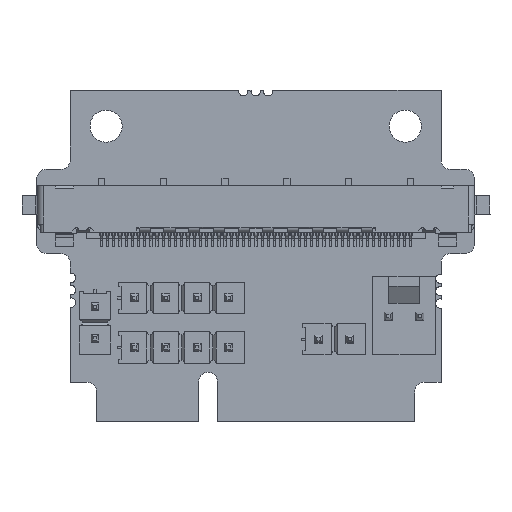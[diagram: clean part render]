
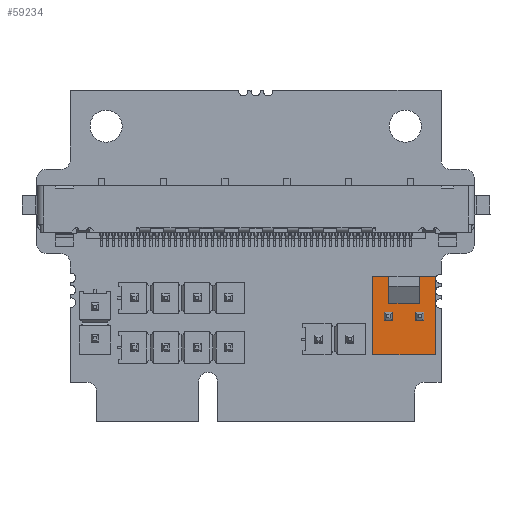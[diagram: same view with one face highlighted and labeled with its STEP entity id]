
A CAD part, top view. The second image highlights one B-rep face of the part: STEP entity #59234.
In plain terms, the highlighted face is planar.
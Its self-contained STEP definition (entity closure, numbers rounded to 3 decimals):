
#58978 = EDGE_CURVE('',#58979,#58981,#58983,.T.);
#58979 = VERTEX_POINT('',#58980);
#58980 = CARTESIAN_POINT('',(-2.54,0.,-6.35));
#58981 = VERTEX_POINT('',#58982);
#58982 = CARTESIAN_POINT('',(-2.54,0.,0.));
#58983 = LINE('',#58984,#58985);
#58984 = CARTESIAN_POINT('',(-2.54,0.,0.));
#58985 = VECTOR('',#58986,1.);
#58986 = DIRECTION('',(0.,0.,1.));
#59042 = EDGE_CURVE('',#59043,#58979,#59045,.T.);
#59043 = VERTEX_POINT('',#59044);
#59044 = CARTESIAN_POINT('',(-1.225,0.,-6.35));
#59045 = LINE('',#59046,#59047);
#59046 = CARTESIAN_POINT('',(-2.54,0.,-6.35));
#59047 = VECTOR('',#59048,1.);
#59048 = DIRECTION('',(-1.,0.,0.));
#59067 = VERTEX_POINT('',#59068);
#59068 = CARTESIAN_POINT('',(1.225,0.,-6.35));
#59074 = EDGE_CURVE('',#59075,#59067,#59077,.T.);
#59075 = VERTEX_POINT('',#59076);
#59076 = CARTESIAN_POINT('',(2.54,0.,-6.35));
#59077 = LINE('',#59078,#59079);
#59078 = CARTESIAN_POINT('',(-2.54,0.,-6.35));
#59079 = VECTOR('',#59080,1.);
#59080 = DIRECTION('',(-1.,0.,0.));
#59120 = EDGE_CURVE('',#59121,#59075,#59123,.T.);
#59121 = VERTEX_POINT('',#59122);
#59122 = CARTESIAN_POINT('',(2.54,0.,0.));
#59123 = LINE('',#59124,#59125);
#59124 = CARTESIAN_POINT('',(2.54,0.,0.));
#59125 = VECTOR('',#59126,1.);
#59126 = DIRECTION('',(0.,0.,-1.));
#59182 = EDGE_CURVE('',#58981,#59121,#59183,.T.);
#59183 = LINE('',#59184,#59185);
#59184 = CARTESIAN_POINT('',(-2.54,0.,0.));
#59185 = VECTOR('',#59186,1.);
#59186 = DIRECTION('',(1.,0.,0.));
#59234 = ADVANCED_FACE('',(#59235,#59264,#59298),#59332,.F.);
#59235 = FACE_BOUND('',#59236,.T.);
#59236 = EDGE_LOOP('',(#59237,#59247,#59253,#59254,#59255,#59256,#59257,
    #59258));
#59237 = ORIENTED_EDGE('',*,*,#59238,.T.);
#59238 = EDGE_CURVE('',#59239,#59241,#59243,.T.);
#59239 = VERTEX_POINT('',#59240);
#59240 = CARTESIAN_POINT('',(1.225,0.,-5.305));
#59241 = VERTEX_POINT('',#59242);
#59242 = CARTESIAN_POINT('',(-1.225,0.,-5.305));
#59243 = LINE('',#59244,#59245);
#59244 = CARTESIAN_POINT('',(1.225,0.,-5.305));
#59245 = VECTOR('',#59246,1.);
#59246 = DIRECTION('',(-1.,0.,0.));
#59247 = ORIENTED_EDGE('',*,*,#59248,.T.);
#59248 = EDGE_CURVE('',#59241,#59043,#59249,.T.);
#59249 = LINE('',#59250,#59251);
#59250 = CARTESIAN_POINT('',(-1.225,0.,-5.305));
#59251 = VECTOR('',#59252,1.);
#59252 = DIRECTION('',(0.,0.,-1.));
#59253 = ORIENTED_EDGE('',*,*,#59042,.T.);
#59254 = ORIENTED_EDGE('',*,*,#58978,.T.);
#59255 = ORIENTED_EDGE('',*,*,#59182,.T.);
#59256 = ORIENTED_EDGE('',*,*,#59120,.T.);
#59257 = ORIENTED_EDGE('',*,*,#59074,.T.);
#59258 = ORIENTED_EDGE('',*,*,#59259,.F.);
#59259 = EDGE_CURVE('',#59239,#59067,#59260,.T.);
#59260 = LINE('',#59261,#59262);
#59261 = CARTESIAN_POINT('',(1.225,0.,-5.305));
#59262 = VECTOR('',#59263,1.);
#59263 = DIRECTION('',(0.,0.,-1.));
#59264 = FACE_BOUND('',#59265,.T.);
#59265 = EDGE_LOOP('',(#59266,#59276,#59284,#59292));
#59266 = ORIENTED_EDGE('',*,*,#59267,.F.);
#59267 = EDGE_CURVE('',#59268,#59270,#59272,.T.);
#59268 = VERTEX_POINT('',#59269);
#59269 = CARTESIAN_POINT('',(0.94,0.,-3.43));
#59270 = VERTEX_POINT('',#59271);
#59271 = CARTESIAN_POINT('',(0.94,0.,-2.77));
#59272 = LINE('',#59273,#59274);
#59273 = CARTESIAN_POINT('',(0.94,0.,-3.43));
#59274 = VECTOR('',#59275,1.);
#59275 = DIRECTION('',(0.,0.,1.));
#59276 = ORIENTED_EDGE('',*,*,#59277,.F.);
#59277 = EDGE_CURVE('',#59278,#59268,#59280,.T.);
#59278 = VERTEX_POINT('',#59279);
#59279 = CARTESIAN_POINT('',(1.6,0.,-3.43));
#59280 = LINE('',#59281,#59282);
#59281 = CARTESIAN_POINT('',(1.6,0.,-3.43));
#59282 = VECTOR('',#59283,1.);
#59283 = DIRECTION('',(-1.,0.,0.));
#59284 = ORIENTED_EDGE('',*,*,#59285,.F.);
#59285 = EDGE_CURVE('',#59286,#59278,#59288,.T.);
#59286 = VERTEX_POINT('',#59287);
#59287 = CARTESIAN_POINT('',(1.6,0.,-2.77));
#59288 = LINE('',#59289,#59290);
#59289 = CARTESIAN_POINT('',(1.6,0.,-3.43));
#59290 = VECTOR('',#59291,1.);
#59291 = DIRECTION('',(0.,0.,-1.));
#59292 = ORIENTED_EDGE('',*,*,#59293,.F.);
#59293 = EDGE_CURVE('',#59270,#59286,#59294,.T.);
#59294 = LINE('',#59295,#59296);
#59295 = CARTESIAN_POINT('',(1.6,0.,-2.77));
#59296 = VECTOR('',#59297,1.);
#59297 = DIRECTION('',(1.,0.,0.));
#59298 = FACE_BOUND('',#59299,.T.);
#59299 = EDGE_LOOP('',(#59300,#59310,#59318,#59326));
#59300 = ORIENTED_EDGE('',*,*,#59301,.F.);
#59301 = EDGE_CURVE('',#59302,#59304,#59306,.T.);
#59302 = VERTEX_POINT('',#59303);
#59303 = CARTESIAN_POINT('',(-1.6,0.,-2.77));
#59304 = VERTEX_POINT('',#59305);
#59305 = CARTESIAN_POINT('',(-0.94,0.,-2.77));
#59306 = LINE('',#59307,#59308);
#59307 = CARTESIAN_POINT('',(-1.6,0.,-2.77));
#59308 = VECTOR('',#59309,1.);
#59309 = DIRECTION('',(1.,0.,0.));
#59310 = ORIENTED_EDGE('',*,*,#59311,.F.);
#59311 = EDGE_CURVE('',#59312,#59302,#59314,.T.);
#59312 = VERTEX_POINT('',#59313);
#59313 = CARTESIAN_POINT('',(-1.6,0.,-3.43));
#59314 = LINE('',#59315,#59316);
#59315 = CARTESIAN_POINT('',(-1.6,0.,-3.43));
#59316 = VECTOR('',#59317,1.);
#59317 = DIRECTION('',(0.,0.,1.));
#59318 = ORIENTED_EDGE('',*,*,#59319,.F.);
#59319 = EDGE_CURVE('',#59320,#59312,#59322,.T.);
#59320 = VERTEX_POINT('',#59321);
#59321 = CARTESIAN_POINT('',(-0.94,0.,-3.43));
#59322 = LINE('',#59323,#59324);
#59323 = CARTESIAN_POINT('',(-1.6,0.,-3.43));
#59324 = VECTOR('',#59325,1.);
#59325 = DIRECTION('',(-1.,0.,0.));
#59326 = ORIENTED_EDGE('',*,*,#59327,.F.);
#59327 = EDGE_CURVE('',#59304,#59320,#59328,.T.);
#59328 = LINE('',#59329,#59330);
#59329 = CARTESIAN_POINT('',(-0.94,0.,-3.43));
#59330 = VECTOR('',#59331,1.);
#59331 = DIRECTION('',(0.,0.,-1.));
#59332 = PLANE('',#59333);
#59333 = AXIS2_PLACEMENT_3D('',#59334,#59335,#59336);
#59334 = CARTESIAN_POINT('',(-2.54,0.,-6.35));
#59335 = DIRECTION('',(0.,-1.,0.));
#59336 = DIRECTION('',(0.,0.,-1.));
